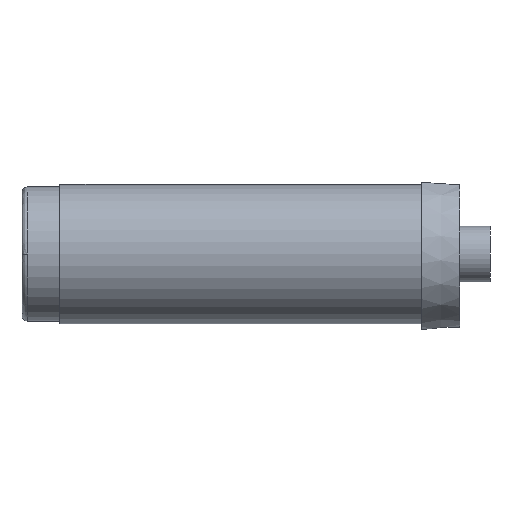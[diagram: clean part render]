
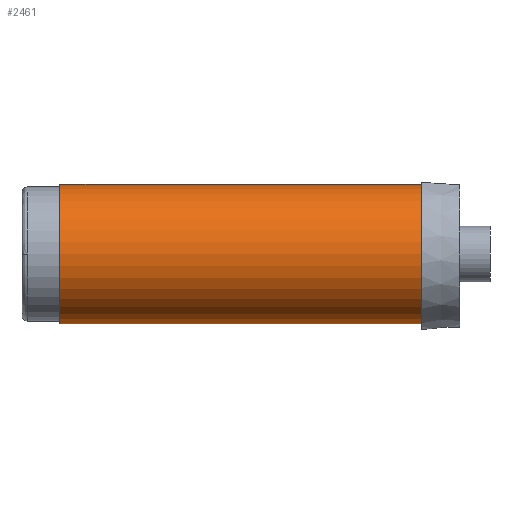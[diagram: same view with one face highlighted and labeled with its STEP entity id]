
A CAD part, front view. The second image highlights one B-rep face of the part: STEP entity #2461.
In plain terms, the highlighted cylindrical face has radius 2.75 mm (diameter 5.5 mm), a partial arc.
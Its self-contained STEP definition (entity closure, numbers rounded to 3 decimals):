
#81 = VERTEX_POINT ( 'NONE', #169 ) ;
#163 = LINE ( 'NONE', #1654, #1718 ) ;
#164 = EDGE_CURVE ( 'NONE', #81, #2076, #828, .T. ) ;
#169 = CARTESIAN_POINT ( 'NONE',  ( 8.702, 0., -2.75 ) ) ;
#377 = ORIENTED_EDGE ( 'NONE', *, *, #442, .T. ) ;
#401 = FACE_OUTER_BOUND ( 'NONE', #1845, .T. ) ;
#442 = EDGE_CURVE ( 'NONE', #661, #1692, #163, .T. ) ;
#618 = VECTOR ( 'NONE', #989, 1000. ) ;
#640 = CARTESIAN_POINT ( 'NONE',  ( -5.598, 0., -2.75 ) ) ;
#661 = VERTEX_POINT ( 'NONE', #1358 ) ;
#753 = AXIS2_PLACEMENT_3D ( 'NONE', #1118, #1088, #2442 ) ;
#817 = AXIS2_PLACEMENT_3D ( 'NONE', #903, #1103, #1455 ) ;
#828 = LINE ( 'NONE', #2163, #618 ) ;
#903 = CARTESIAN_POINT ( 'NONE',  ( 8.702, 0., 0. ) ) ;
#948 = DIRECTION ( 'NONE',  ( 0., 0., 1. ) ) ;
#989 = DIRECTION ( 'NONE',  ( -1., 0., 0. ) ) ;
#1088 = DIRECTION ( 'NONE',  ( -1., 0., 0. ) ) ;
#1103 = DIRECTION ( 'NONE',  ( 1., 0., 0. ) ) ;
#1118 = CARTESIAN_POINT ( 'NONE',  ( 8.702, 0., 0. ) ) ;
#1345 = CYLINDRICAL_SURFACE ( 'NONE', #753, 2.75 ) ;
#1358 = CARTESIAN_POINT ( 'NONE',  ( 8.702, 0., 2.75 ) ) ;
#1404 = ORIENTED_EDGE ( 'NONE', *, *, #164, .F. ) ;
#1455 = DIRECTION ( 'NONE',  ( 0., 0., 1. ) ) ;
#1493 = CARTESIAN_POINT ( 'NONE',  ( -5.598, 0., 2.75 ) ) ;
#1512 = ORIENTED_EDGE ( 'NONE', *, *, #1631, .F. ) ;
#1615 = CIRCLE ( 'NONE', #1821, 2.75 ) ;
#1631 = EDGE_CURVE ( 'NONE', #661, #81, #2247, .T. ) ;
#1654 = CARTESIAN_POINT ( 'NONE',  ( 8.702, 0., 2.75 ) ) ;
#1692 = VERTEX_POINT ( 'NONE', #1493 ) ;
#1718 = VECTOR ( 'NONE', #1855, 1000. ) ;
#1821 = AXIS2_PLACEMENT_3D ( 'NONE', #1918, #2290, #948 ) ;
#1845 = EDGE_LOOP ( 'NONE', ( #1404, #1512, #377, #2017 ) ) ;
#1855 = DIRECTION ( 'NONE',  ( -1., 0., 0. ) ) ;
#1861 = EDGE_CURVE ( 'NONE', #2076, #1692, #1615, .T. ) ;
#1918 = CARTESIAN_POINT ( 'NONE',  ( -5.598, 0., 0. ) ) ;
#2017 = ORIENTED_EDGE ( 'NONE', *, *, #1861, .F. ) ;
#2076 = VERTEX_POINT ( 'NONE', #640 ) ;
#2163 = CARTESIAN_POINT ( 'NONE',  ( 8.702, 0., -2.75 ) ) ;
#2247 = CIRCLE ( 'NONE', #817, 2.75 ) ;
#2290 = DIRECTION ( 'NONE',  ( -1., 0., 0. ) ) ;
#2442 = DIRECTION ( 'NONE',  ( 0., 0., 1. ) ) ;
#2461 = ADVANCED_FACE ( 'NONE', ( #401 ), #1345, .T. ) ;
